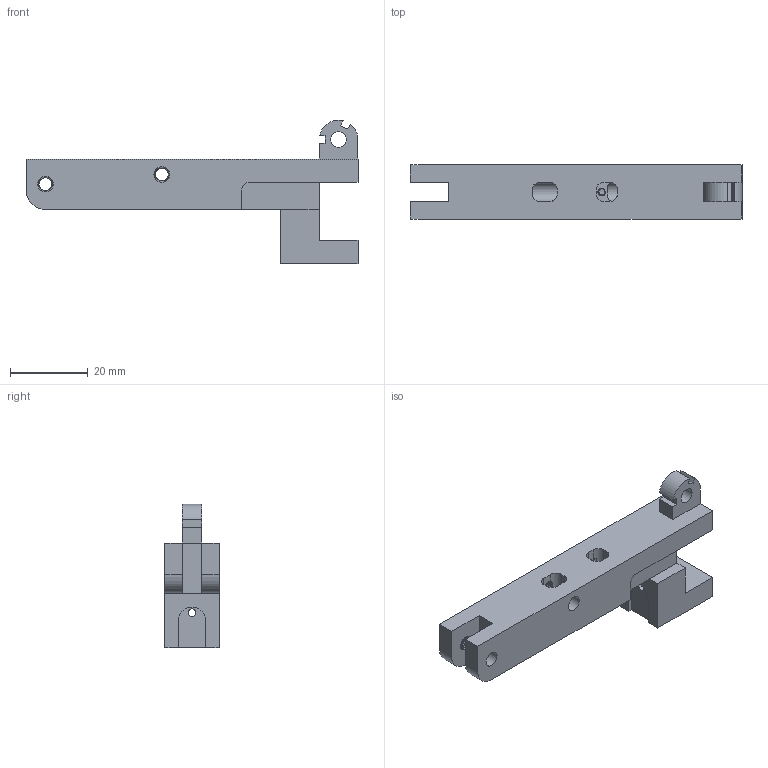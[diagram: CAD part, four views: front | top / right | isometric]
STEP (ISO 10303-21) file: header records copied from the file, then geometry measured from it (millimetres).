
FILE_DESCRIPTION(/* description */ (''),/* implementation_level */ '2;1');
FILE_NAME(/* name */ 'Usinage.step',/* time_stamp */ '2019-08-19T19:12:26+02:00',/* author */ (''),/* organization */ (''),/* preprocessor_version */ 'ST-DEVELOPER v18',/* originating_system */ 'Autodesk Translation Framework v8.6.0.1094',/* authorisation */ '');
FILE_SCHEMA (('AUTOMOTIVE_DESIGN { 1 0 10303 214 3 1 1 }'));
Length unit declared in the file: millimetre
Products named in the file (1): 22
Bounding box: 85.6 x 14 x 36.99 mm (x, y, z)
Volume: 15034 mm3; surface area: 7689.7 mm2
Topology: 1 solids, 1 shells, 142 faces, 412 edges, 268 vertices
Faces by surface type: cylinder 86, plane 50, bspline 6
Full cylindrical faces by diameter (mm): 1.623 x11, 2 x1, 2.074 x11, 3.332 x14, 4 x3, 4.109 x7, 4.11 x7, 5 x1
Entity records: 8233 total; most frequent: CARTESIAN_POINT 4675, ORIENTED_EDGE 824, DIRECTION 604, EDGE_CURVE 412, VERTEX_POINT 268, LINE 206, VECTOR 206, AXIS2_PLACEMENT_3D 199
